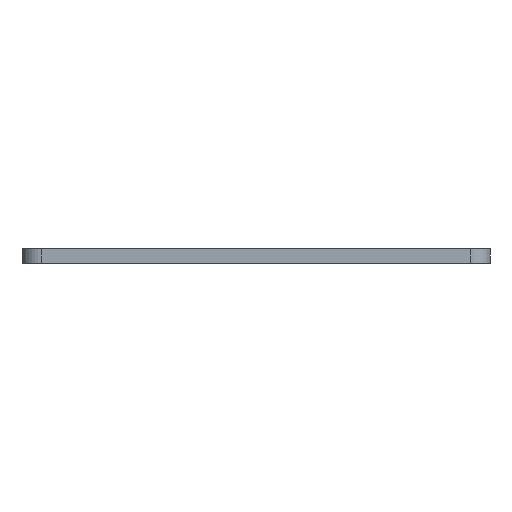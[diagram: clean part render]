
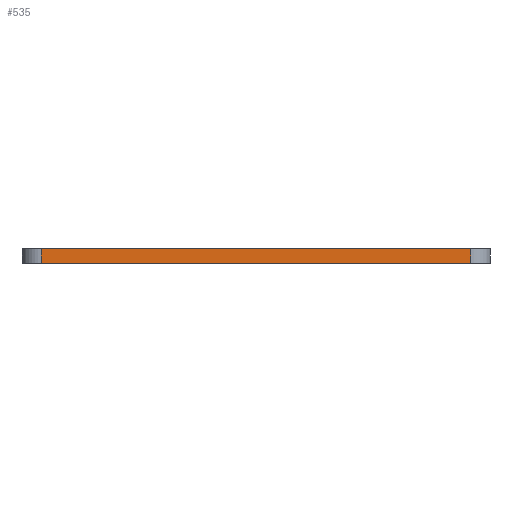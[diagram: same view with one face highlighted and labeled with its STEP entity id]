
A CAD part, left-side view. The second image highlights one B-rep face of the part: STEP entity #535.
In plain terms, the highlighted planar face has unit normal (-1, 0, 0).
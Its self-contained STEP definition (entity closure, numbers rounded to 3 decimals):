
#535=ADVANCED_FACE('',(#825),#667,.F.);
#667=PLANE('',#4254);
#825=FACE_OUTER_BOUND('',#1035,.T.);
#1035=EDGE_LOOP('',(#1694,#1695,#1696,#1697));
#1694=ORIENTED_EDGE('',*,*,#3048,.F.);
#1695=ORIENTED_EDGE('',*,*,#3049,.T.);
#1696=ORIENTED_EDGE('',*,*,#3050,.T.);
#1697=ORIENTED_EDGE('',*,*,#3046,.F.);
#2552=VERTEX_POINT('',#6316);
#2553=VERTEX_POINT('',#6318);
#2554=VERTEX_POINT('',#6322);
#2555=VERTEX_POINT('',#6324);
#3046=EDGE_CURVE('',#2552,#2553,#3491,.T.);
#3048=EDGE_CURVE('',#2554,#2552,#3492,.T.);
#3049=EDGE_CURVE('',#2554,#2555,#3493,.T.);
#3050=EDGE_CURVE('',#2555,#2553,#3494,.T.);
#3491=LINE('',#6317,#3859);
#3492=LINE('',#6321,#3860);
#3493=LINE('',#6323,#3861);
#3494=LINE('',#6325,#3862);
#3859=VECTOR('',#5138,1.);
#3860=VECTOR('',#5143,1.);
#3861=VECTOR('',#5144,1.);
#3862=VECTOR('',#5145,1.);
#4254=AXIS2_PLACEMENT_3D('',#6326,#5146,#5147);
#5138=DIRECTION('',(0.,0.,1.));
#5143=DIRECTION('',(0.,1.,0.));
#5144=DIRECTION('',(0.,0.,1.));
#5145=DIRECTION('',(0.,1.,0.));
#5146=DIRECTION('',(1.,0.,0.));
#5147=DIRECTION('',(0.,-1.,0.));
#6316=CARTESIAN_POINT('',(43.739,167.9,0.));
#6317=CARTESIAN_POINT('',(43.739,167.9,0.));
#6318=CARTESIAN_POINT('',(43.739,167.9,1.5));
#6321=CARTESIAN_POINT('',(43.739,122.7,0.));
#6322=CARTESIAN_POINT('',(43.739,122.7,0.));
#6323=CARTESIAN_POINT('',(43.739,122.7,0.));
#6324=CARTESIAN_POINT('',(43.739,122.7,1.5));
#6325=CARTESIAN_POINT('',(43.739,122.7,1.5));
#6326=CARTESIAN_POINT('',(43.739,145.3,0.75));
